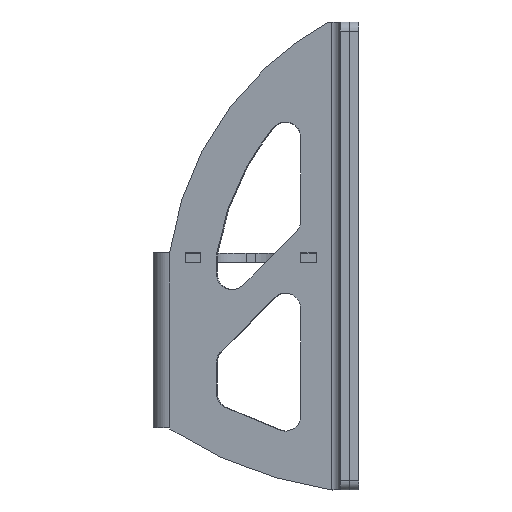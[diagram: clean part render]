
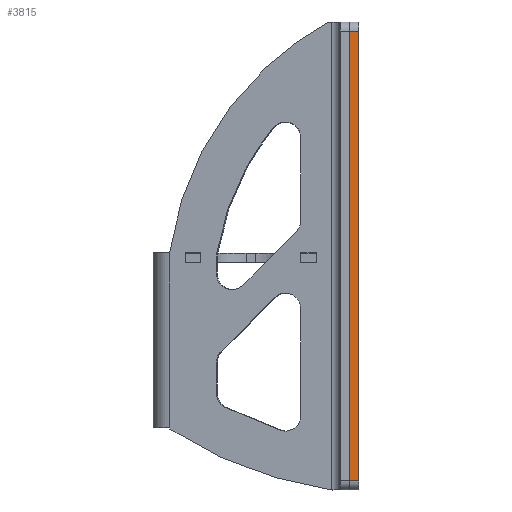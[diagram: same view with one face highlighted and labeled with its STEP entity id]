
A CAD part, left-side view. The second image highlights one B-rep face of the part: STEP entity #3815.
In plain terms, the highlighted free-form (B-spline) face has degree [1, 1] with [2, 2] control points.
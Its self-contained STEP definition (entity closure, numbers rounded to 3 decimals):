
#3815 = ADVANCED_FACE('',(#3816),#3846,.T.);
#3816 = FACE_BOUND('',#3817,.T.);
#3817 = EDGE_LOOP('',(#3818,#3827,#3834,#3841));
#3818 = ORIENTED_EDGE('',*,*,#3819,.T.);
#3819 = EDGE_CURVE('',#3820,#3822,#3824,.T.);
#3820 = VERTEX_POINT('',#3821);
#3821 = CARTESIAN_POINT('',(-35.644,-32.286,
    12.973));
#3822 = VERTEX_POINT('',#3823);
#3823 = CARTESIAN_POINT('',(-35.644,-32.286,
    149.288));
#3824 = B_SPLINE_CURVE_WITH_KNOTS('',1,(#3825,#3826),.UNSPECIFIED.,.F.,
  .F.,(2,2),(-147.,-3.),.PIECEWISE_BEZIER_KNOTS.);
#3825 = CARTESIAN_POINT('',(-35.644,-32.286,
    12.973));
#3826 = CARTESIAN_POINT('',(-35.644,-32.286,
    149.288));
#3827 = ORIENTED_EDGE('',*,*,#3828,.T.);
#3828 = EDGE_CURVE('',#3822,#3829,#3831,.T.);
#3829 = VERTEX_POINT('',#3830);
#3830 = CARTESIAN_POINT('',(-35.644,-29.446,
    149.288));
#3831 = B_SPLINE_CURVE_WITH_KNOTS('',1,(#3832,#3833),.UNSPECIFIED.,.F.,
  .F.,(2,2),(0.,3.),.PIECEWISE_BEZIER_KNOTS.);
#3832 = CARTESIAN_POINT('',(-35.644,-32.286,
    149.288));
#3833 = CARTESIAN_POINT('',(-35.644,-29.446,
    149.288));
#3834 = ORIENTED_EDGE('',*,*,#3835,.F.);
#3835 = EDGE_CURVE('',#3836,#3829,#3838,.T.);
#3836 = VERTEX_POINT('',#3837);
#3837 = CARTESIAN_POINT('',(-35.644,-29.446,
    12.973));
#3838 = B_SPLINE_CURVE_WITH_KNOTS('',1,(#3839,#3840),.UNSPECIFIED.,.F.,
  .F.,(2,2),(-147.,-3.),.PIECEWISE_BEZIER_KNOTS.);
#3839 = CARTESIAN_POINT('',(-35.644,-29.446,
    12.973));
#3840 = CARTESIAN_POINT('',(-35.644,-29.446,
    149.288));
#3841 = ORIENTED_EDGE('',*,*,#3842,.T.);
#3842 = EDGE_CURVE('',#3836,#3820,#3843,.T.);
#3843 = B_SPLINE_CURVE_WITH_KNOTS('',1,(#3844,#3845),.UNSPECIFIED.,.F.,
  .F.,(2,2),(-3.,-0.),.PIECEWISE_BEZIER_KNOTS.);
#3844 = CARTESIAN_POINT('',(-35.644,-29.446,
    12.973));
#3845 = CARTESIAN_POINT('',(-35.644,-32.286,
    12.973));
#3846 = B_SPLINE_SURFACE_WITH_KNOTS('',1,1,(
    (#3847,#3848)
    ,(#3849,#3850
    )),.UNSPECIFIED.,.F.,.F.,.F.,(2,2),(2,2),(-147.,-3.),(0.,3.),
  .PIECEWISE_BEZIER_KNOTS.);
#3847 = CARTESIAN_POINT('',(-35.644,-32.286,
    12.973));
#3848 = CARTESIAN_POINT('',(-35.644,-29.446,
    12.973));
#3849 = CARTESIAN_POINT('',(-35.644,-32.286,
    149.288));
#3850 = CARTESIAN_POINT('',(-35.644,-29.446,
    149.288));
